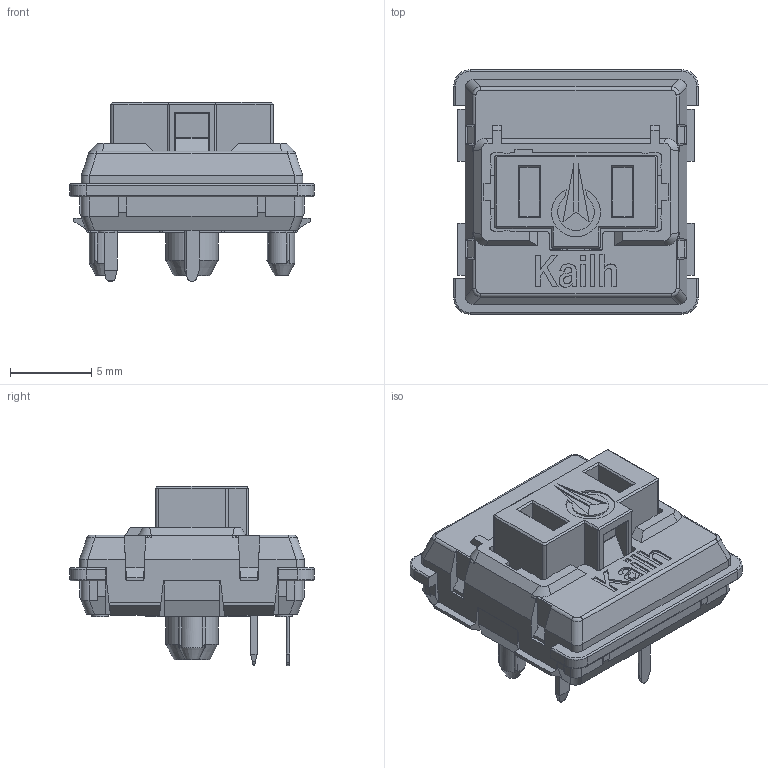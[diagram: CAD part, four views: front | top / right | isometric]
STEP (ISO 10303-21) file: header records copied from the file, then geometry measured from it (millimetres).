
FILE_DESCRIPTION(('FreeCAD Model'),'2;1');
FILE_NAME('Open CASCADE Shape Model','2023-08-24T03:27:46',(''),(''), 'Open CASCADE STEP processor 7.6','FreeCAD','Unknown');
FILE_SCHEMA(('AUTOMOTIVE_DESIGN { 1 0 10303 214 1 1 1 1 }'));
Length unit declared in the file: millimetre
Products named in the file (8): sunset_tactile; shrunken_spring; top; pin1; bottom; contact; stem_sunset_tactile; pin2
Assembly tree (7 placements, depth 2):
  sunset_tactile
    shrunken_spring
    top
    pin1
    bottom
    contact
    stem_sunset_tactile
    pin2
Bounding box: 15 x 15 x 11 mm (x, y, z)
Volume: 665.2 mm3; surface area: 2158.8 mm2
Topology: 7 solids, 7 shells, 944 faces, 2436 edges, 1528 vertices
Faces by surface type: plane 572, cylinder 185, extrusion 64, torus 46, bspline 44, cone 19, sphere 14
Full cylindrical faces by diameter (mm): 0.25 x1, 0.95 x4, 1 x8, 1.7 x1, 1.8 x1, 2.7 x1, 3.2 x1, 4 x1
Entity records: 32876 total; most frequent: CARTESIAN_POINT 9944, ORIENTED_EDGE 4848, DIRECTION 4439, EDGE_CURVE 2424, VECTOR 1821, LINE 1757, VERTEX_POINT 1528, AXIS2_PLACEMENT_3D 1309
